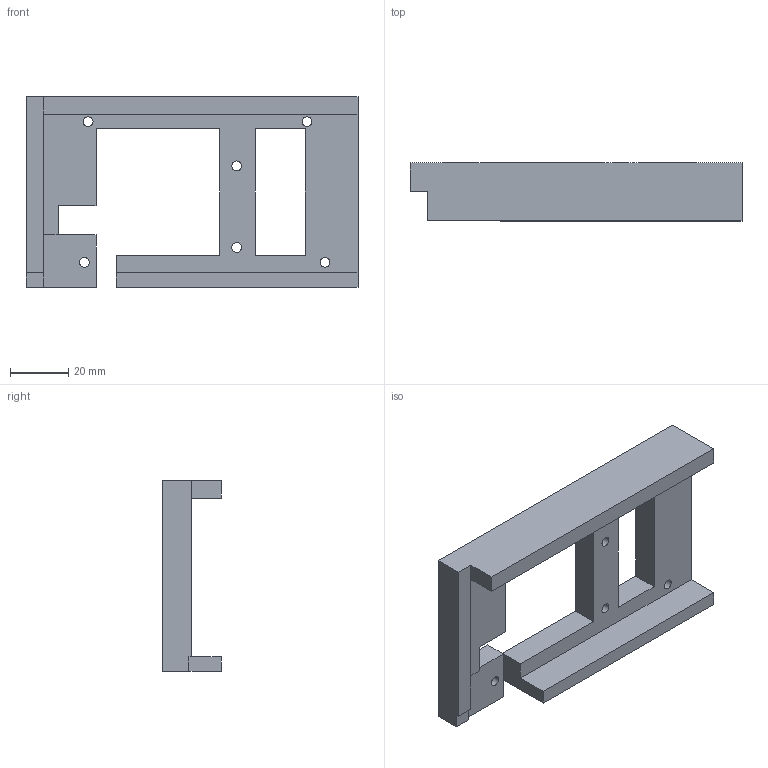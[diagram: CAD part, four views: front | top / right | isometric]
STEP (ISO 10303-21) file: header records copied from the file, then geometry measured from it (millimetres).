
FILE_DESCRIPTION((''),'2;1');
FILE_NAME('FOUNDATION','2021-04-29T19:52:27',('TINH LE'),(''),'CREO PARAMETRIC BY PTC INC, 2020154','CREO PARAMETRIC BY PTC INC, 2020154','');
FILE_SCHEMA(('CONFIG_CONTROL_DESIGN'));
Length unit declared in the file: millimetre
Products named in the file (1): FOUNDATION
Bounding box: 113.8 x 19.9 x 65.4 mm (x, y, z)
Volume: 52484.4 mm3; surface area: 20357.9 mm2
Topology: 1 solids, 1 shells, 43 faces, 121 edges, 80 vertices
Faces by surface type: plane 31, cylinder 12
Entity records: 1449 total; most frequent: CARTESIAN_POINT 244, ORIENTED_EDGE 242, DIRECTION 231, EDGE_CURVE 121, VECTOR 97, LINE 97, VERTEX_POINT 80, AXIS2_PLACEMENT_3D 67
